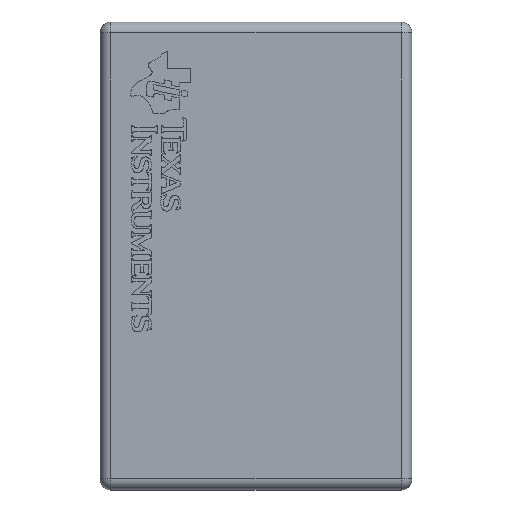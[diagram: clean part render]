
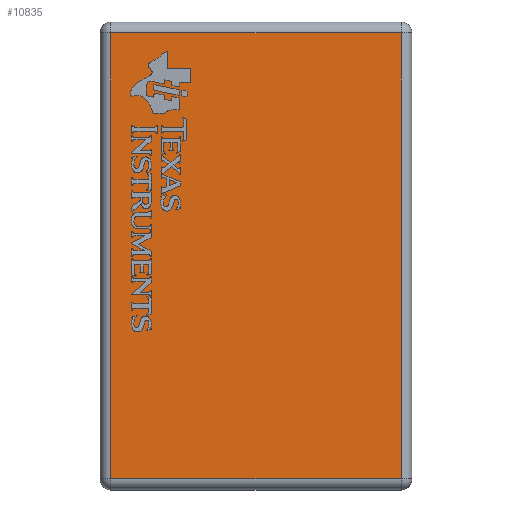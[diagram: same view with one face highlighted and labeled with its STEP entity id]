
A CAD part, top view. The second image highlights one B-rep face of the part: STEP entity #10835.
In plain terms, the highlighted face is planar.
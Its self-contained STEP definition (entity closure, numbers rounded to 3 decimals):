
#623=PLANE('',#11491);
#1068=FACE_OUTER_BOUND('',#1679,.T.);
#1679=EDGE_LOOP('',(#7639,#7640,#7641,#7642));
#2286=LINE('',#14155,#3564);
#2288=LINE('',#14163,#3566);
#2290=LINE('',#14173,#3568);
#2292=LINE('',#14182,#3570);
#3564=VECTOR('',#11941,2.86);
#3566=VECTOR('',#11949,1.86);
#3568=VECTOR('',#11961,2.86);
#3570=VECTOR('',#11973,1.86);
#4857=VERTEX_POINT('',#14148);
#4860=VERTEX_POINT('',#14153);
#4861=VERTEX_POINT('',#14157);
#4864=VERTEX_POINT('',#14167);
#5940=EDGE_CURVE('',#4860,#4857,#2286,.T.);
#5944=EDGE_CURVE('',#4857,#4861,#2288,.T.);
#5949=EDGE_CURVE('',#4861,#4864,#2290,.T.);
#5954=EDGE_CURVE('',#4864,#4860,#2292,.T.);
#7639=ORIENTED_EDGE('',*,*,#5940,.F.);
#7640=ORIENTED_EDGE('',*,*,#5954,.F.);
#7641=ORIENTED_EDGE('',*,*,#5949,.F.);
#7642=ORIENTED_EDGE('',*,*,#5944,.F.);
#10835=ADVANCED_FACE('',(#1068),#623,.T.);
#11491=AXIS2_PLACEMENT_3D('',#14269,#12033,#12034);
#11941=DIRECTION('',(0.,0.,-1.));
#11949=DIRECTION('',(1.,0.,0.));
#11961=DIRECTION('',(0.,0.,1.));
#11973=DIRECTION('',(-1.,0.,0.));
#12033=DIRECTION('center_axis',(0.,1.,0.));
#12034=DIRECTION('ref_axis',(1.,0.,0.));
#14148=CARTESIAN_POINT('',(-0.93,0.75,-1.43));
#14153=CARTESIAN_POINT('',(-0.93,0.75,1.43));
#14155=CARTESIAN_POINT('',(-0.93,0.75,-0.75));
#14157=CARTESIAN_POINT('',(0.93,0.75,-1.43));
#14163=CARTESIAN_POINT('',(0.5,0.75,-1.43));
#14167=CARTESIAN_POINT('',(0.93,0.75,1.43));
#14173=CARTESIAN_POINT('',(0.93,0.75,0.75));
#14182=CARTESIAN_POINT('',(-0.5,0.75,1.43));
#14269=CARTESIAN_POINT('Origin',(0.,0.75,0.));
